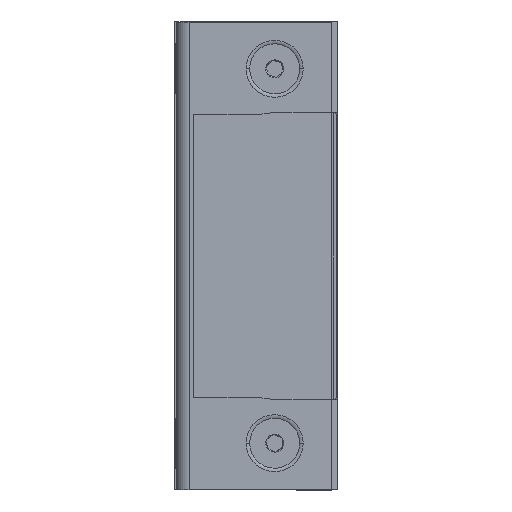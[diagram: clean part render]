
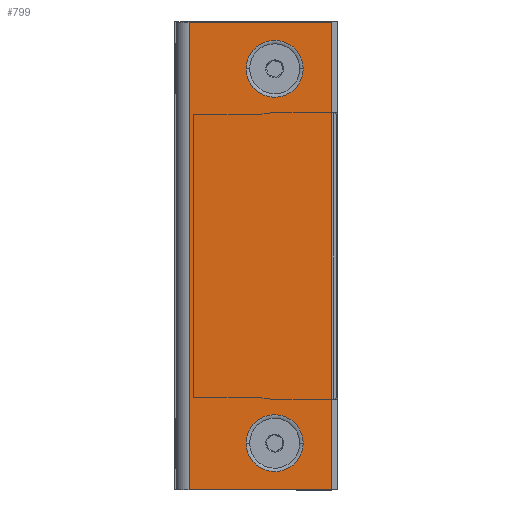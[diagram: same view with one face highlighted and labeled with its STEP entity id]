
A CAD part, left-side view. The second image highlights one B-rep face of the part: STEP entity #799.
In plain terms, the highlighted planar face has unit normal (-1, 0, 0).
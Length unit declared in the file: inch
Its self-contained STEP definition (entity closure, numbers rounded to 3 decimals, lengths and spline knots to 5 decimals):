
#251 = VERTEX_POINT ( 'NONE', #2833 ) ;
#394 = VERTEX_POINT ( 'NONE', #4482 ) ;
#441 = DIRECTION ( 'NONE',  ( 0., -1., 0. ) ) ;
#472 = VERTEX_POINT ( 'NONE', #4590 ) ;
#718 = DIRECTION ( 'NONE',  ( -1., 0., 0. ) ) ;
#774 = EDGE_CURVE ( 'NONE', #472, #8033, #5737, .T. ) ;
#799 = ADVANCED_FACE ( 'NONE', ( #3253, #8109, #1177 ), #1124, .F. ) ;
#939 = ORIENTED_EDGE ( 'NONE', *, *, #5897, .F. ) ;
#1020 = EDGE_CURVE ( 'NONE', #394, #7122, #1076, .T. ) ;
#1076 = CIRCLE ( 'NONE', #4108, 0.17969 ) ;
#1124 = PLANE ( 'NONE',  #3730 ) ;
#1177 = FACE_OUTER_BOUND ( 'NONE', #6143, .T. ) ;
#1209 = ORIENTED_EDGE ( 'NONE', *, *, #7696, .T. ) ;
#1284 = CARTESIAN_POINT ( 'NONE',  ( -0.029, -0.41086, 1.1811 ) ) ;
#1327 = ORIENTED_EDGE ( 'NONE', *, *, #1020, .F. ) ;
#1429 = CARTESIAN_POINT ( 'NONE',  ( -0.029, -0.41086, -1.1811 ) ) ;
#1437 = CIRCLE ( 'NONE', #6606, 0.17969 ) ;
#1461 = EDGE_LOOP ( 'NONE', ( #939, #1809 ) ) ;
#1553 = VERTEX_POINT ( 'NONE', #1429 ) ;
#1809 = ORIENTED_EDGE ( 'NONE', *, *, #8090, .F. ) ;
#1812 = CARTESIAN_POINT ( 'NONE',  ( -0.029, -0.05, 1.47638 ) ) ;
#1904 = DIRECTION ( 'NONE',  ( 0., -1., 0. ) ) ;
#1962 = DIRECTION ( 'NONE',  ( 0., -1., 0. ) ) ;
#2142 = AXIS2_PLACEMENT_3D ( 'NONE', #4551, #5856, #2497 ) ;
#2184 = DIRECTION ( 'NONE',  ( 0., -1., 0. ) ) ;
#2276 = LINE ( 'NONE', #6784, #3123 ) ;
#2496 = LINE ( 'NONE', #2500, #8077 ) ;
#2497 = DIRECTION ( 'NONE',  ( 0., -1., 0. ) ) ;
#2500 = CARTESIAN_POINT ( 'NONE',  ( -0.029, 0., -1.47638 ) ) ;
#2516 = ORIENTED_EDGE ( 'NONE', *, *, #7788, .T. ) ;
#2733 = CIRCLE ( 'NONE', #2142, 0.17969 ) ;
#2758 = CARTESIAN_POINT ( 'NONE',  ( -0.029, -0.77024, -1.1811 ) ) ;
#2828 = DIRECTION ( 'NONE',  ( 0., 0., -1. ) ) ;
#2833 = CARTESIAN_POINT ( 'NONE',  ( -0.029, -0.05, -1.47638 ) ) ;
#3123 = VECTOR ( 'NONE', #2828, 39.37008 ) ;
#3143 = VERTEX_POINT ( 'NONE', #1812 ) ;
#3193 = EDGE_CURVE ( 'NONE', #3143, #472, #4955, .T. ) ;
#3253 = FACE_BOUND ( 'NONE', #5431, .T. ) ;
#3482 = CARTESIAN_POINT ( 'NONE',  ( -0.029, -0.95, -1.47638 ) ) ;
#3587 = AXIS2_PLACEMENT_3D ( 'NONE', #5876, #7853, #1904 ) ;
#3730 = AXIS2_PLACEMENT_3D ( 'NONE', #5864, #7784, #4535 ) ;
#3797 = ORIENTED_EDGE ( 'NONE', *, *, #774, .F. ) ;
#3825 = DIRECTION ( 'NONE',  ( 0., -1., 0. ) ) ;
#4108 = AXIS2_PLACEMENT_3D ( 'NONE', #5314, #718, #1962 ) ;
#4482 = CARTESIAN_POINT ( 'NONE',  ( -0.029, -0.77024, 1.1811 ) ) ;
#4535 = DIRECTION ( 'NONE',  ( 0., 1., 0. ) ) ;
#4551 = CARTESIAN_POINT ( 'NONE',  ( -0.029, -0.59055, 1.1811 ) ) ;
#4554 = VECTOR ( 'NONE', #441, 39.37008 ) ;
#4590 = CARTESIAN_POINT ( 'NONE',  ( -0.029, -0.95, 1.47638 ) ) ;
#4826 = CARTESIAN_POINT ( 'NONE',  ( -0.029, -0.59055, -1.1811 ) ) ;
#4955 = LINE ( 'NONE', #5016, #4554 ) ;
#5016 = CARTESIAN_POINT ( 'NONE',  ( -0.029, 0., 1.47638 ) ) ;
#5314 = CARTESIAN_POINT ( 'NONE',  ( -0.029, -0.59055, 1.1811 ) ) ;
#5326 = EDGE_CURVE ( 'NONE', #7122, #394, #2733, .T. ) ;
#5431 = EDGE_LOOP ( 'NONE', ( #1327, #7824 ) ) ;
#5737 = LINE ( 'NONE', #7585, #6638 ) ;
#5856 = DIRECTION ( 'NONE',  ( -1., 0., 0. ) ) ;
#5864 = CARTESIAN_POINT ( 'NONE',  ( -0.029, 0., 1.47638 ) ) ;
#5876 = CARTESIAN_POINT ( 'NONE',  ( -0.029, -0.59055, -1.1811 ) ) ;
#5897 = EDGE_CURVE ( 'NONE', #6345, #1553, #6974, .T. ) ;
#6143 = EDGE_LOOP ( 'NONE', ( #2516, #3797, #8313, #1209 ) ) ;
#6345 = VERTEX_POINT ( 'NONE', #2758 ) ;
#6606 = AXIS2_PLACEMENT_3D ( 'NONE', #4826, #8099, #2184 ) ;
#6638 = VECTOR ( 'NONE', #8236, 39.37008 ) ;
#6784 = CARTESIAN_POINT ( 'NONE',  ( -0.029, -0.05, 1.47638 ) ) ;
#6974 = CIRCLE ( 'NONE', #3587, 0.17969 ) ;
#7122 = VERTEX_POINT ( 'NONE', #1284 ) ;
#7585 = CARTESIAN_POINT ( 'NONE',  ( -0.029, -0.95, 1.47638 ) ) ;
#7696 = EDGE_CURVE ( 'NONE', #3143, #251, #2276, .T. ) ;
#7784 = DIRECTION ( 'NONE',  ( 1., 0., 0. ) ) ;
#7788 = EDGE_CURVE ( 'NONE', #251, #8033, #2496, .T. ) ;
#7824 = ORIENTED_EDGE ( 'NONE', *, *, #5326, .F. ) ;
#7853 = DIRECTION ( 'NONE',  ( -1., 0., 0. ) ) ;
#8033 = VERTEX_POINT ( 'NONE', #3482 ) ;
#8077 = VECTOR ( 'NONE', #3825, 39.37008 ) ;
#8090 = EDGE_CURVE ( 'NONE', #1553, #6345, #1437, .T. ) ;
#8099 = DIRECTION ( 'NONE',  ( -1., 0., 0. ) ) ;
#8109 = FACE_BOUND ( 'NONE', #1461, .T. ) ;
#8236 = DIRECTION ( 'NONE',  ( 0., 0., -1. ) ) ;
#8313 = ORIENTED_EDGE ( 'NONE', *, *, #3193, .F. ) ;
